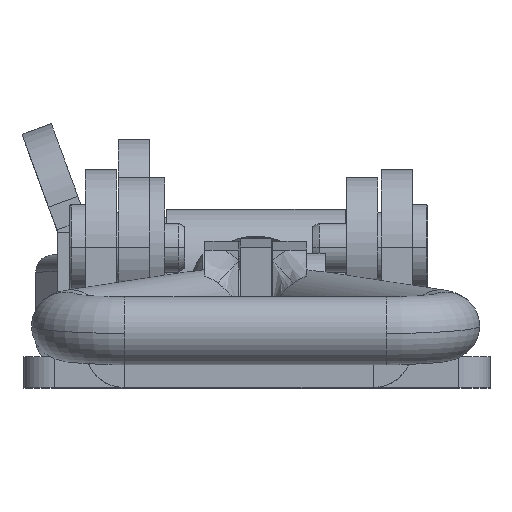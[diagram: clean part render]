
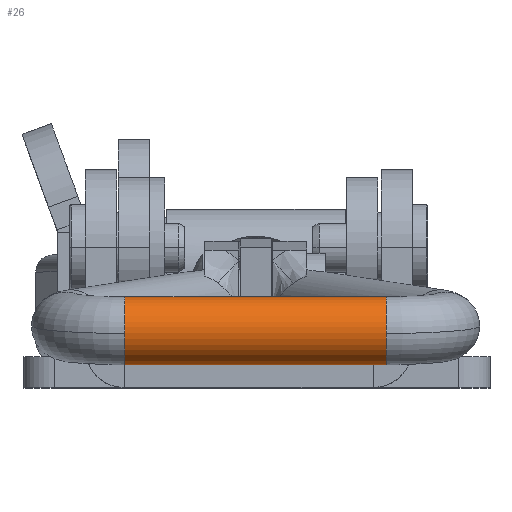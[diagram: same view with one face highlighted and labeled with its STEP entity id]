
A CAD part, top view. The second image highlights one B-rep face of the part: STEP entity #26.
In plain terms, the highlighted cylindrical face has radius 2.19 mm (diameter 4.38 mm), a partial arc.
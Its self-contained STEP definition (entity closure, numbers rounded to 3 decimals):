
#26 = ADVANCED_FACE ( 'NONE', ( #7659 ), #5329, .T. ) ;
#203 = LINE ( 'NONE', #6723, #4620 ) ;
#241 = CARTESIAN_POINT ( 'NONE',  ( -8.4, 22.51, 0. ) ) ;
#625 = VERTEX_POINT ( 'NONE', #2683 ) ;
#630 = VERTEX_POINT ( 'NONE', #1970 ) ;
#780 = EDGE_CURVE ( 'NONE', #625, #858, #3037, .T. ) ;
#858 = VERTEX_POINT ( 'NONE', #1735 ) ;
#930 = ORIENTED_EDGE ( 'NONE', *, *, #5342, .F. ) ;
#1057 = DIRECTION ( 'NONE',  ( 0., -1., 0. ) ) ;
#1110 = CARTESIAN_POINT ( 'NONE',  ( -8.4, 22.51, 0. ) ) ;
#1272 = DIRECTION ( 'NONE',  ( 0., -1., 0. ) ) ;
#1521 = DIRECTION ( 'NONE',  ( -1., 0., 0. ) ) ;
#1733 = DIRECTION ( 'NONE',  ( -1., 0., 0. ) ) ;
#1735 = CARTESIAN_POINT ( 'NONE',  ( -8.4, 24.7, 0. ) ) ;
#1738 = CARTESIAN_POINT ( 'NONE',  ( 8.4, 22.51, 2.19 ) ) ;
#1858 = VERTEX_POINT ( 'NONE', #5653 ) ;
#1954 = CIRCLE ( 'NONE', #7020, 2.19 ) ;
#1970 = CARTESIAN_POINT ( 'NONE',  ( 8.4, 22.51, -2.19 ) ) ;
#2122 = CARTESIAN_POINT ( 'NONE',  ( 8.4, 22.51, 0. ) ) ;
#2190 = LINE ( 'NONE', #1738, #6506 ) ;
#2255 = DIRECTION ( 'NONE',  ( -1., 0., 0. ) ) ;
#2282 = EDGE_LOOP ( 'NONE', ( #3270, #2429, #6039, #930, #2293, #6947 ) ) ;
#2293 = ORIENTED_EDGE ( 'NONE', *, *, #780, .F. ) ;
#2429 = ORIENTED_EDGE ( 'NONE', *, *, #8787, .T. ) ;
#2683 = CARTESIAN_POINT ( 'NONE',  ( -8.4, 22.51, 2.19 ) ) ;
#3037 = CIRCLE ( 'NONE', #4784, 2.19 ) ;
#3147 = VERTEX_POINT ( 'NONE', #4538 ) ;
#3160 = EDGE_CURVE ( 'NONE', #1858, #625, #2190, .T. ) ;
#3177 = CIRCLE ( 'NONE', #6350, 2.19 ) ;
#3270 = ORIENTED_EDGE ( 'NONE', *, *, #8186, .T. ) ;
#3619 = DIRECTION ( 'NONE',  ( 0., 0., 1. ) ) ;
#3741 = CARTESIAN_POINT ( 'NONE',  ( 8.4, 24.7, 0. ) ) ;
#4087 = DIRECTION ( 'NONE',  ( -1., 0., 0. ) ) ;
#4538 = CARTESIAN_POINT ( 'NONE',  ( -8.4, 22.51, -2.19 ) ) ;
#4620 = VECTOR ( 'NONE', #1733, 1000. ) ;
#4784 = AXIS2_PLACEMENT_3D ( 'NONE', #1110, #4087, #6230 ) ;
#5329 = CYLINDRICAL_SURFACE ( 'NONE', #5792, 2.19 ) ;
#5342 = EDGE_CURVE ( 'NONE', #858, #3147, #3177, .T. ) ;
#5653 = CARTESIAN_POINT ( 'NONE',  ( 8.4, 22.51, 2.19 ) ) ;
#5792 = AXIS2_PLACEMENT_3D ( 'NONE', #6475, #1521, #3619 ) ;
#6039 = ORIENTED_EDGE ( 'NONE', *, *, #6756, .T. ) ;
#6167 = AXIS2_PLACEMENT_3D ( 'NONE', #2122, #8312, #1272 ) ;
#6230 = DIRECTION ( 'NONE',  ( 0., -1., 0. ) ) ;
#6350 = AXIS2_PLACEMENT_3D ( 'NONE', #241, #7098, #1057 ) ;
#6475 = CARTESIAN_POINT ( 'NONE',  ( 8.4, 22.51, 0. ) ) ;
#6503 = DIRECTION ( 'NONE',  ( 0., -1., 0. ) ) ;
#6506 = VECTOR ( 'NONE', #6693, 1000. ) ;
#6693 = DIRECTION ( 'NONE',  ( -1., 0., 0. ) ) ;
#6723 = CARTESIAN_POINT ( 'NONE',  ( 8.4, 22.51, -2.19 ) ) ;
#6756 = EDGE_CURVE ( 'NONE', #630, #3147, #203, .T. ) ;
#6947 = ORIENTED_EDGE ( 'NONE', *, *, #3160, .F. ) ;
#6972 = VERTEX_POINT ( 'NONE', #3741 ) ;
#7020 = AXIS2_PLACEMENT_3D ( 'NONE', #7214, #2255, #6503 ) ;
#7098 = DIRECTION ( 'NONE',  ( -1., 0., 0. ) ) ;
#7214 = CARTESIAN_POINT ( 'NONE',  ( 8.4, 22.51, 0. ) ) ;
#7659 = FACE_OUTER_BOUND ( 'NONE', #2282, .T. ) ;
#7716 = CIRCLE ( 'NONE', #6167, 2.19 ) ;
#8186 = EDGE_CURVE ( 'NONE', #1858, #6972, #1954, .T. ) ;
#8312 = DIRECTION ( 'NONE',  ( -1., 0., 0. ) ) ;
#8787 = EDGE_CURVE ( 'NONE', #6972, #630, #7716, .T. ) ;
